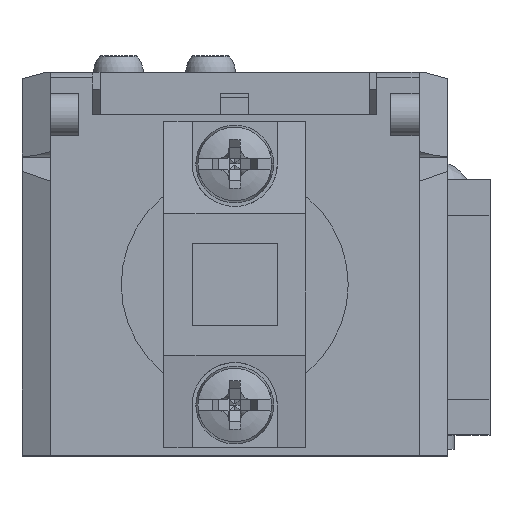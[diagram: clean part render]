
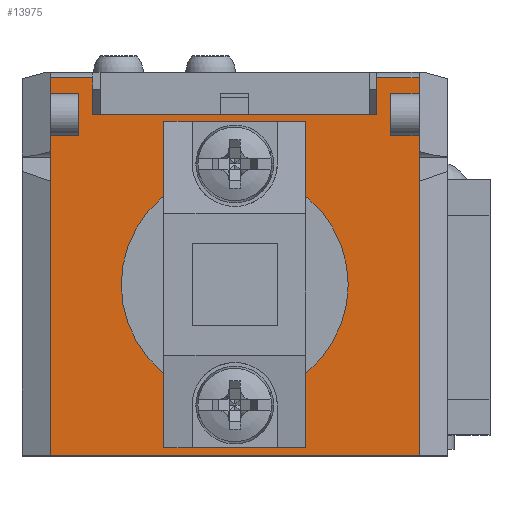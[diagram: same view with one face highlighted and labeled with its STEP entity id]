
A CAD part, top view. The second image highlights one B-rep face of the part: STEP entity #13975.
In plain terms, the highlighted planar face has unit normal (0, 0, 1).
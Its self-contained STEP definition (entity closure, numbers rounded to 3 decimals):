
#72=DIRECTION('',(1.,0.,0.));
#73=VECTOR('',#72,26.);
#74=CARTESIAN_POINT('',(-13.,0.,45.));
#75=LINE('',#74,#73);
#627=DIRECTION('',(1.,0.,0.));
#628=VECTOR('',#627,2.);
#629=CARTESIAN_POINT('',(-13.,25.5,45.));
#630=LINE('',#629,#628);
#634=DIRECTION('',(1.,0.,0.));
#635=VECTOR('',#634,3.);
#636=CARTESIAN_POINT('',(-13.,26.598,45.));
#637=LINE('',#636,#635);
#641=DIRECTION('',(0.,-1.,0.));
#642=VECTOR('',#641,2.598);
#643=CARTESIAN_POINT('',(-10.,26.598,45.));
#644=LINE('',#643,#642);
#648=DIRECTION('',(1.,0.,0.));
#649=VECTOR('',#648,20.);
#650=CARTESIAN_POINT('',(-10.,24.,45.));
#651=LINE('',#650,#649);
#655=DIRECTION('',(0.,-1.,0.));
#656=VECTOR('',#655,2.598);
#657=CARTESIAN_POINT('',(10.,26.598,45.));
#658=LINE('',#657,#656);
#662=DIRECTION('',(1.,0.,0.));
#663=VECTOR('',#662,3.);
#664=CARTESIAN_POINT('',(10.,26.598,45.));
#665=LINE('',#664,#663);
#669=DIRECTION('',(-1.,0.,0.));
#670=VECTOR('',#669,2.);
#671=CARTESIAN_POINT('',(13.,25.5,45.));
#672=LINE('',#671,#670);
#676=DIRECTION('',(0.,-1.,0.));
#677=VECTOR('',#676,3.);
#678=CARTESIAN_POINT('',(11.,25.5,45.));
#679=LINE('',#678,#677);
#683=DIRECTION('',(-1.,0.,0.));
#684=VECTOR('',#683,2.);
#685=CARTESIAN_POINT('',(13.,22.5,45.));
#686=LINE('',#685,#684);
#690=DIRECTION('',(0.,1.,0.));
#691=VECTOR('',#690,19.323);
#692=CARTESIAN_POINT('',(13.,0.,45.));
#693=LINE('',#692,#691);
#697=DIRECTION('',(0.,1.,0.));
#698=VECTOR('',#697,19.323);
#699=CARTESIAN_POINT('',(-13.,0.,45.));
#700=LINE('',#699,#698);
#704=DIRECTION('',(1.,0.,0.));
#705=VECTOR('',#704,2.);
#706=CARTESIAN_POINT('',(-13.,22.5,45.));
#707=LINE('',#706,#705);
#711=DIRECTION('',(0.,-1.,0.));
#712=VECTOR('',#711,3.);
#713=CARTESIAN_POINT('',(-11.,25.5,45.));
#714=LINE('',#713,#712);
#718=CARTESIAN_POINT('',(0.,12.,45.));
#719=DIRECTION('',(0.,0.,1.));
#720=DIRECTION('',(1.,0.,0.));
#721=AXIS2_PLACEMENT_3D('',#718,#719,#720);
#726=CARTESIAN_POINT('',(0.,12.,45.));
#727=DIRECTION('',(0.,0.,1.));
#728=DIRECTION('',(-1.,0.,0.));
#729=AXIS2_PLACEMENT_3D('',#726,#727,#728);
#1479=DIRECTION('',(0.,-1.,0.));
#1480=VECTOR('',#1479,3.177);
#1481=CARTESIAN_POINT('',(-13.,22.5,45.));
#1482=LINE('',#1481,#1480);
#1508=DIRECTION('',(0.,-1.,0.));
#1509=VECTOR('',#1508,1.098);
#1510=CARTESIAN_POINT('',(-13.,26.598,45.));
#1511=LINE('',#1510,#1509);
#1537=DIRECTION('',(0.,1.,0.));
#1538=VECTOR('',#1537,1.098);
#1539=CARTESIAN_POINT('',(13.,25.5,45.));
#1540=LINE('',#1539,#1538);
#1566=DIRECTION('',(0.,1.,0.));
#1567=VECTOR('',#1566,3.177);
#1568=CARTESIAN_POINT('',(13.,19.323,45.));
#1569=LINE('',#1568,#1567);
#11506=CARTESIAN_POINT('',(13.,0.,45.));
#11508=VERTEX_POINT('',#11506);
#11509=CARTESIAN_POINT('',(-13.,0.,45.));
#11511=VERTEX_POINT('',#11509);
#11522=CARTESIAN_POINT('',(-13.,26.598,45.));
#11524=VERTEX_POINT('',#11522);
#11526=CARTESIAN_POINT('',(13.,26.598,45.));
#11528=VERTEX_POINT('',#11526);
#11537=CARTESIAN_POINT('',(13.,19.323,45.));
#11538=VERTEX_POINT('',#11537);
#11547=CARTESIAN_POINT('',(-13.,19.323,45.));
#11548=VERTEX_POINT('',#11547);
#11549=CARTESIAN_POINT('',(-10.,26.598,45.));
#11550=CARTESIAN_POINT('',(-10.,24.,45.));
#11551=VERTEX_POINT('',#11549);
#11552=VERTEX_POINT('',#11550);
#11553=CARTESIAN_POINT('',(10.,24.,45.));
#11554=VERTEX_POINT('',#11553);
#11555=CARTESIAN_POINT('',(10.,26.598,45.));
#11556=VERTEX_POINT('',#11555);
#11565=CARTESIAN_POINT('',(13.,25.5,45.));
#11566=CARTESIAN_POINT('',(11.,25.5,45.));
#11567=VERTEX_POINT('',#11565);
#11568=VERTEX_POINT('',#11566);
#11569=CARTESIAN_POINT('',(11.,22.5,45.));
#11570=VERTEX_POINT('',#11569);
#11571=CARTESIAN_POINT('',(13.,22.5,45.));
#11572=VERTEX_POINT('',#11571);
#11585=CARTESIAN_POINT('',(-13.,25.5,45.));
#11586=CARTESIAN_POINT('',(-11.,25.5,45.));
#11587=VERTEX_POINT('',#11585);
#11588=VERTEX_POINT('',#11586);
#11589=CARTESIAN_POINT('',(-11.,22.5,45.));
#11590=VERTEX_POINT('',#11589);
#11591=CARTESIAN_POINT('',(-13.,22.5,45.));
#11592=VERTEX_POINT('',#11591);
#12321=CARTESIAN_POINT('',(7.19,12.,45.));
#12322=CARTESIAN_POINT('',(-7.19,12.,45.));
#12323=VERTEX_POINT('',#12321);
#12324=VERTEX_POINT('',#12322);
#13928=CARTESIAN_POINT('',(-15.,0.,45.));
#13929=DIRECTION('',(0.,0.,1.));
#13930=DIRECTION('',(1.,0.,0.));
#13931=AXIS2_PLACEMENT_3D('',#13928,#13929,#13930);
#13932=PLANE('',#13931);
#13934=ORIENTED_EDGE('',*,*,#13933,.F.);
#13936=ORIENTED_EDGE('',*,*,#13935,.F.);
#13938=ORIENTED_EDGE('',*,*,#13937,.T.);
#13940=ORIENTED_EDGE('',*,*,#13939,.T.);
#13941=ORIENTED_EDGE('',*,*,#13821,.T.);
#13943=ORIENTED_EDGE('',*,*,#13942,.F.);
#13945=ORIENTED_EDGE('',*,*,#13944,.T.);
#13947=ORIENTED_EDGE('',*,*,#13946,.F.);
#13949=ORIENTED_EDGE('',*,*,#13948,.T.);
#13951=ORIENTED_EDGE('',*,*,#13950,.T.);
#13953=ORIENTED_EDGE('',*,*,#13952,.F.);
#13955=ORIENTED_EDGE('',*,*,#13954,.F.);
#13957=ORIENTED_EDGE('',*,*,#13956,.F.);
#13958=ORIENTED_EDGE('',*,*,#13694,.F.);
#13960=ORIENTED_EDGE('',*,*,#13959,.T.);
#13962=ORIENTED_EDGE('',*,*,#13961,.F.);
#13964=ORIENTED_EDGE('',*,*,#13963,.T.);
#13966=ORIENTED_EDGE('',*,*,#13965,.F.);
#13967=EDGE_LOOP('',(#13934,#13936,#13938,#13940,#13941,#13943,#13945,#13947,
#13949,#13951,#13953,#13955,#13957,#13958,#13960,#13962,#13964,#13966));
#13968=FACE_OUTER_BOUND('',#13967,.F.);
#13970=ORIENTED_EDGE('',*,*,#13969,.T.);
#13972=ORIENTED_EDGE('',*,*,#13971,.T.);
#13973=EDGE_LOOP('',(#13970,#13972));
#13974=FACE_BOUND('',#13973,.F.);
#13975=ADVANCED_FACE('',(#13968,#13974),#13932,.T.);
#722=CIRCLE('',#721,7.19);
#730=CIRCLE('',#729,7.19);
#13694=EDGE_CURVE('',#11511,#11508,#75,.T.);
#13821=EDGE_CURVE('',#11552,#11554,#651,.T.);
#13933=EDGE_CURVE('',#11587,#11588,#630,.T.);
#13935=EDGE_CURVE('',#11524,#11587,#1511,.T.);
#13937=EDGE_CURVE('',#11524,#11551,#637,.T.);
#13939=EDGE_CURVE('',#11551,#11552,#644,.T.);
#13942=EDGE_CURVE('',#11556,#11554,#658,.T.);
#13944=EDGE_CURVE('',#11556,#11528,#665,.T.);
#13946=EDGE_CURVE('',#11567,#11528,#1540,.T.);
#13948=EDGE_CURVE('',#11567,#11568,#672,.T.);
#13950=EDGE_CURVE('',#11568,#11570,#679,.T.);
#13952=EDGE_CURVE('',#11572,#11570,#686,.T.);
#13954=EDGE_CURVE('',#11538,#11572,#1569,.T.);
#13956=EDGE_CURVE('',#11508,#11538,#693,.T.);
#13959=EDGE_CURVE('',#11511,#11548,#700,.T.);
#13961=EDGE_CURVE('',#11592,#11548,#1482,.T.);
#13963=EDGE_CURVE('',#11592,#11590,#707,.T.);
#13965=EDGE_CURVE('',#11588,#11590,#714,.T.);
#13969=EDGE_CURVE('',#12323,#12324,#722,.T.);
#13971=EDGE_CURVE('',#12324,#12323,#730,.T.);
